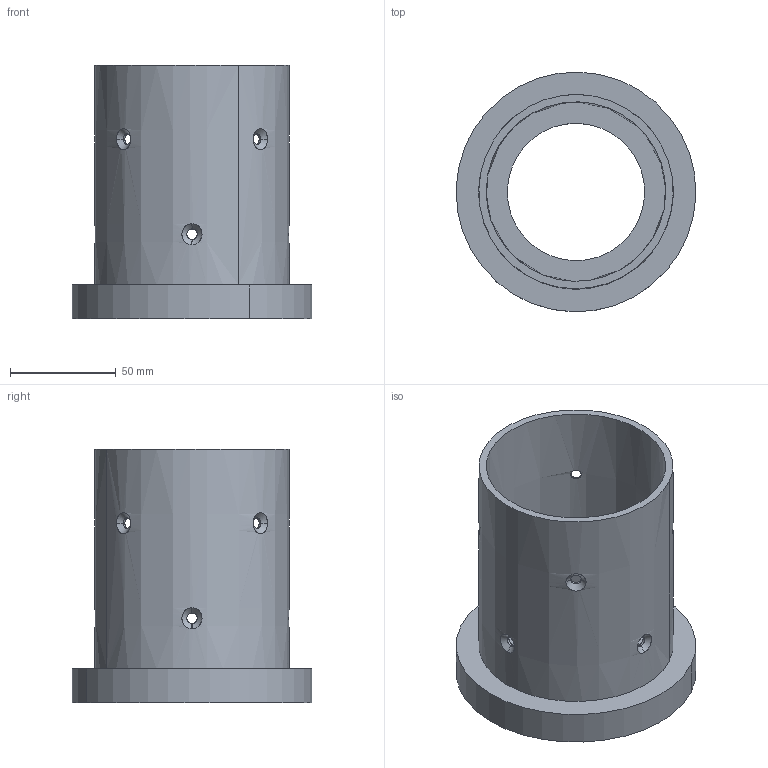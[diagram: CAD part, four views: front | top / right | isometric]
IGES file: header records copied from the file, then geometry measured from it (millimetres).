
Start section: START RECORD GO HERE.
Global section: file name: raccord beton d85-v4.igs; native system: IBM CATIA IGES - CATIA Version 5 Release 18 ; preprocessor: CATIA Version 5 Release 18 ; author: JULLIEN Marc; organization: JULLIENMarc-PC; date: 20241011.124355; units: millimetre
Bounding box: 113.47 x 113.47 x 120 mm (x, y, z)
Surface area: 80901.6 mm2 (no closed solid volume)
Topology: 0 solids, 0 shells, 44 faces, 208 edges, 208 vertices
Faces by surface type: revolution 24, bspline 16, plane 4
